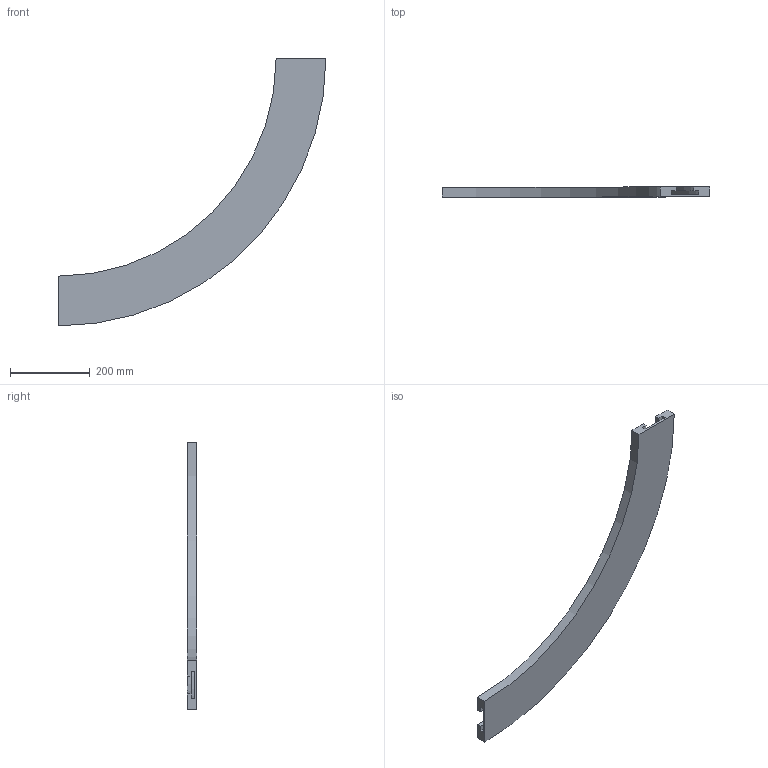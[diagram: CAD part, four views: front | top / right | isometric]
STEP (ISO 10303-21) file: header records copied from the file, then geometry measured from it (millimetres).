
FILE_DESCRIPTION (( 'STEP AP214' ), '1' );
FILE_NAME ('Rexnord-VERSION KTU 018 787.01.09.STEP', '2023-03-07T08:10:03', ( '' ), ( '' ), 'SwSTEP 2.0', 'SolidWorks 2022', '' );
FILE_SCHEMA (( 'AUTOMOTIVE_DESIGN' ));
Length unit declared in the file: millimetre
Products named in the file (2): Rexnord-VERSION KTU 018 787.01.09_KTU FOR SINGLE HINGE CHAINS_1; Rexnord-VERSION KTU 018 787.01.09
Assembly tree (1 placements, depth 2):
  Rexnord-VERSION KTU 018 787.01.09
    Rexnord-VERSION KTU 018 787.01.09_KTU FOR SINGLE HINGE CHAINS_1
Bounding box: 672.6 x 25 x 672.6 mm (x, y, z)
Volume: 1892811.9 mm3; surface area: 377720.4 mm2
Topology: 1 solids, 1 shells, 26 faces, 72 edges, 48 vertices
Faces by surface type: plane 20, cylinder 6
Entity records: 894 total; most frequent: CARTESIAN_POINT 150, ORIENTED_EDGE 144, DIRECTION 144, EDGE_CURVE 72, LINE 60, VECTOR 60, VERTEX_POINT 48, AXIS2_PLACEMENT_3D 42
